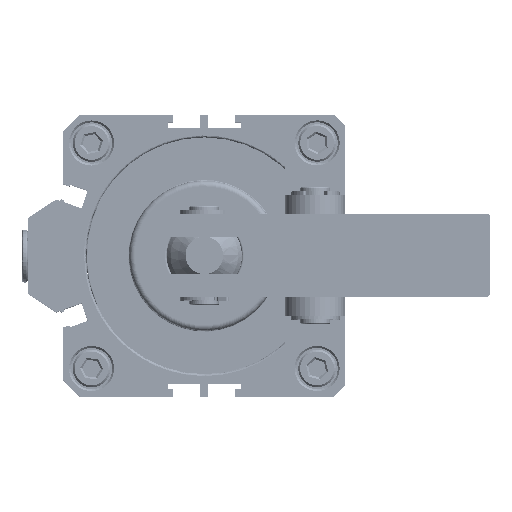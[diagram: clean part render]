
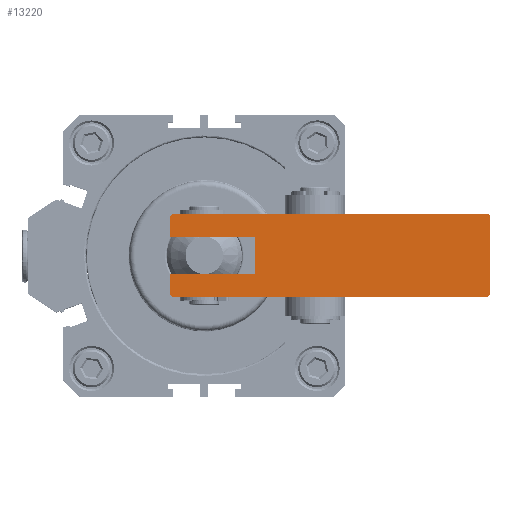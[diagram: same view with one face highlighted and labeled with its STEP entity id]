
A CAD part, top view. The second image highlights one B-rep face of the part: STEP entity #13220.
In plain terms, the highlighted planar face has unit normal (0, 0, 1).
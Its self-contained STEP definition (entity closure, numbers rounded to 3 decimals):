
#89 = CARTESIAN_POINT ( 'NONE',  ( -5135.009, 3920.416, 22. ) ) ;
#611 = VERTEX_POINT ( 'NONE', #34482 ) ;
#2066 = DIRECTION ( 'NONE',  ( 0., 1., 0. ) ) ;
#2865 = LINE ( 'NONE', #7394, #50272 ) ;
#2919 = ORIENTED_EDGE ( 'NONE', *, *, #38698, .T. ) ;
#4878 = LINE ( 'NONE', #17926, #46674 ) ;
#5440 = DIRECTION ( 'NONE',  ( -1., 0., 0. ) ) ;
#5989 = VECTOR ( 'NONE', #25305, 1000. ) ;
#5993 = CARTESIAN_POINT ( 'NONE',  ( -5050.509, 3919.916, 22. ) ) ;
#6163 = LINE ( 'NONE', #48151, #5989 ) ;
#7394 = CARTESIAN_POINT ( 'NONE',  ( -5050.509, 3941.916, 22. ) ) ;
#7741 = VECTOR ( 'NONE', #29973, 1000. ) ;
#7756 = LINE ( 'NONE', #5993, #7741 ) ;
#9046 = ORIENTED_EDGE ( 'NONE', *, *, #19991, .T. ) ;
#10361 = CARTESIAN_POINT ( 'NONE',  ( -5112.509, 3919.916, 22. ) ) ;
#11540 = CARTESIAN_POINT ( 'NONE',  ( -5135.009, 3925.916, 22. ) ) ;
#11652 = CARTESIAN_POINT ( 'NONE',  ( -5112.509, 3925.916, 22. ) ) ;
#11674 = DIRECTION ( 'NONE',  ( 0., 1., 0. ) ) ;
#12950 = LINE ( 'NONE', #39032, #13606 ) ;
#13220 = ADVANCED_FACE ( 'NONE', ( #42144 ), #30256, .F. ) ;
#13606 = VECTOR ( 'NONE', #11674, 1000. ) ;
#14404 = DIRECTION ( 'NONE',  ( 1., 0., 0. ) ) ;
#14829 = CARTESIAN_POINT ( 'NONE',  ( -5134.509, 3919.916, 22. ) ) ;
#15244 = CARTESIAN_POINT ( 'NONE',  ( -5112.509, 3935.916, 22. ) ) ;
#15500 = ORIENTED_EDGE ( 'NONE', *, *, #26684, .F. ) ;
#15572 = DIRECTION ( 'NONE',  ( 0.707, -0.707, 0. ) ) ;
#16327 = ORIENTED_EDGE ( 'NONE', *, *, #38970, .T. ) ;
#17708 = CARTESIAN_POINT ( 'NONE',  ( -5050.509, 3919.916, 22. ) ) ;
#17926 = CARTESIAN_POINT ( 'NONE',  ( -5135.009, 3941.416, 22. ) ) ;
#18734 = VECTOR ( 'NONE', #43349, 1000. ) ;
#18825 = LINE ( 'NONE', #39664, #18734 ) ;
#19807 = VECTOR ( 'NONE', #47437, 1000. ) ;
#19947 = LINE ( 'NONE', #24543, #19807 ) ;
#19991 = EDGE_CURVE ( 'NONE', #45230, #47707, #18825, .T. ) ;
#20153 = AXIS2_PLACEMENT_3D ( 'NONE', #31186, #30223, #30162 ) ;
#21047 = CARTESIAN_POINT ( 'NONE',  ( -5135.009, 3919.916, 22. ) ) ;
#22677 = EDGE_CURVE ( 'NONE', #44527, #45762, #7756, .T. ) ;
#24543 = CARTESIAN_POINT ( 'NONE',  ( -5050.009, 3935.916, 22. ) ) ;
#25025 = EDGE_CURVE ( 'NONE', #44527, #47707, #49429, .T. ) ;
#25246 = ORIENTED_EDGE ( 'NONE', *, *, #33104, .F. ) ;
#25305 = DIRECTION ( 'NONE',  ( 0., -1., 0. ) ) ;
#25638 = EDGE_CURVE ( 'NONE', #45230, #44275, #47321, .T. ) ;
#26402 = DIRECTION ( 'NONE',  ( -1., 0., 0. ) ) ;
#26493 = CARTESIAN_POINT ( 'NONE',  ( -5050.009, 3925.916, 22. ) ) ;
#26684 = EDGE_CURVE ( 'NONE', #44275, #44895, #42575, .T. ) ;
#29477 = CARTESIAN_POINT ( 'NONE',  ( -5050.009, 3919.916, 22. ) ) ;
#29973 = DIRECTION ( 'NONE',  ( 0.707, 0.707, 0. ) ) ;
#30162 = DIRECTION ( 'NONE',  ( -1., 0., 0. ) ) ;
#30200 = EDGE_CURVE ( 'NONE', #44895, #47010, #30952, .T. ) ;
#30223 = DIRECTION ( 'NONE',  ( 0., 0., -1. ) ) ;
#30240 = CARTESIAN_POINT ( 'NONE',  ( -5050.009, 3920.416, 22. ) ) ;
#30256 = PLANE ( 'NONE',  #20153 ) ;
#30952 = LINE ( 'NONE', #10361, #31038 ) ;
#31038 = VECTOR ( 'NONE', #2066, 1000. ) ;
#31186 = CARTESIAN_POINT ( 'NONE',  ( -5050.009, 3919.916, 22. ) ) ;
#32068 = ORIENTED_EDGE ( 'NONE', *, *, #22677, .T. ) ;
#32220 = CARTESIAN_POINT ( 'NONE',  ( -5135.009, 3935.916, 22. ) ) ;
#33104 = EDGE_CURVE ( 'NONE', #47010, #43312, #19947, .T. ) ;
#33344 = CARTESIAN_POINT ( 'NONE',  ( -5050.009, 3941.416, 22. ) ) ;
#34482 = CARTESIAN_POINT ( 'NONE',  ( -5050.509, 3941.916, 22. ) ) ;
#34594 = EDGE_CURVE ( 'NONE', #43312, #42706, #12950, .T. ) ;
#36036 = ORIENTED_EDGE ( 'NONE', *, *, #38341, .F. ) ;
#36481 = EDGE_CURVE ( 'NONE', #42141, #45762, #6163, .T. ) ;
#36631 = CARTESIAN_POINT ( 'NONE',  ( -5135.009, 3941.416, 22. ) ) ;
#37572 = ORIENTED_EDGE ( 'NONE', *, *, #25025, .F. ) ;
#38341 = EDGE_CURVE ( 'NONE', #611, #42141, #2865, .T. ) ;
#38691 = ORIENTED_EDGE ( 'NONE', *, *, #30200, .F. ) ;
#38698 = EDGE_CURVE ( 'NONE', #611, #41678, #42968, .T. ) ;
#38970 = EDGE_CURVE ( 'NONE', #41678, #42706, #4878, .T. ) ;
#39032 = CARTESIAN_POINT ( 'NONE',  ( -5135.009, 3919.916, 22. ) ) ;
#39664 = CARTESIAN_POINT ( 'NONE',  ( -5135.009, 3920.416, 22. ) ) ;
#41113 = DIRECTION ( 'NONE',  ( -0.707, -0.707, 0. ) ) ;
#41678 = VERTEX_POINT ( 'NONE', #42529 ) ;
#42141 = VERTEX_POINT ( 'NONE', #33344 ) ;
#42144 = FACE_OUTER_BOUND ( 'NONE', #49703, .T. ) ;
#42529 = CARTESIAN_POINT ( 'NONE',  ( -5134.509, 3941.916, 22. ) ) ;
#42575 = LINE ( 'NONE', #26493, #42648 ) ;
#42648 = VECTOR ( 'NONE', #14404, 1000. ) ;
#42706 = VERTEX_POINT ( 'NONE', #36631 ) ;
#42968 = LINE ( 'NONE', #49188, #47982 ) ;
#43312 = VERTEX_POINT ( 'NONE', #32220 ) ;
#43349 = DIRECTION ( 'NONE',  ( 0.707, -0.707, 0. ) ) ;
#44072 = DIRECTION ( 'NONE',  ( 0., 1., 0. ) ) ;
#44275 = VERTEX_POINT ( 'NONE', #11540 ) ;
#44527 = VERTEX_POINT ( 'NONE', #17708 ) ;
#44888 = ORIENTED_EDGE ( 'NONE', *, *, #36481, .F. ) ;
#44895 = VERTEX_POINT ( 'NONE', #11652 ) ;
#45230 = VERTEX_POINT ( 'NONE', #89 ) ;
#45762 = VERTEX_POINT ( 'NONE', #30240 ) ;
#46387 = ORIENTED_EDGE ( 'NONE', *, *, #25638, .F. ) ;
#46674 = VECTOR ( 'NONE', #41113, 1000. ) ;
#47010 = VERTEX_POINT ( 'NONE', #15244 ) ;
#47094 = VECTOR ( 'NONE', #44072, 1000. ) ;
#47104 = ORIENTED_EDGE ( 'NONE', *, *, #34594, .F. ) ;
#47321 = LINE ( 'NONE', #21047, #47094 ) ;
#47437 = DIRECTION ( 'NONE',  ( -1., 0., 0. ) ) ;
#47707 = VERTEX_POINT ( 'NONE', #14829 ) ;
#47982 = VECTOR ( 'NONE', #26402, 1000. ) ;
#48151 = CARTESIAN_POINT ( 'NONE',  ( -5050.009, 3919.916, 22. ) ) ;
#49188 = CARTESIAN_POINT ( 'NONE',  ( -5134.509, 3941.916, 22. ) ) ;
#49429 = LINE ( 'NONE', #29477, #49509 ) ;
#49509 = VECTOR ( 'NONE', #5440, 1000. ) ;
#49703 = EDGE_LOOP ( 'NONE', ( #32068, #44888, #36036, #2919, #16327, #47104, #25246, #38691, #15500, #46387, #9046, #37572 ) ) ;
#50272 = VECTOR ( 'NONE', #15572, 1000. ) ;
